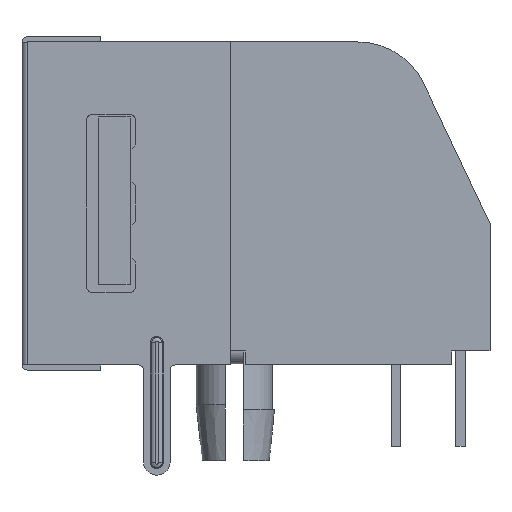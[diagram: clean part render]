
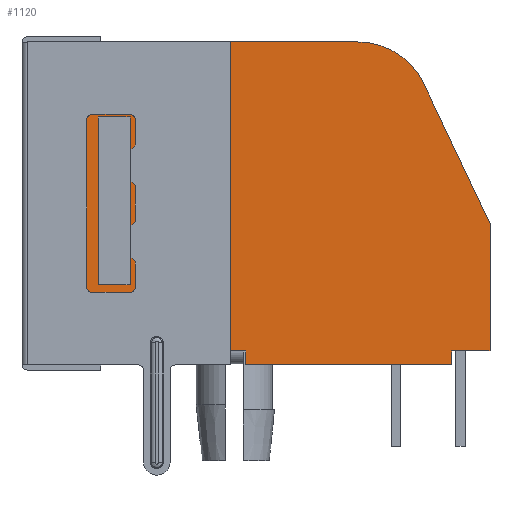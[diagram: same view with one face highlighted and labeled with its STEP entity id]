
A CAD part, front view. The second image highlights one B-rep face of the part: STEP entity #1120.
In plain terms, the highlighted planar face has unit normal (0, -1, 0).
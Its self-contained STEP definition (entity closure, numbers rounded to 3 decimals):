
#1120 = ADVANCED_FACE( '', ( #2610, #2611 ), #2612, .T. );
#2610 = FACE_BOUND( '', #4581, .T. );
#2611 = FACE_OUTER_BOUND( '', #4582, .T. );
#2612 = PLANE( '', #4583 );
#4581 = EDGE_LOOP( '', ( #7747, #7748, #7749, #7750 ) );
#4582 = EDGE_LOOP( '', ( #7751, #7752, #7753, #7754, #7755, #7756, #7757, #7758, #7759, #7760, #7761, #7762 ) );
#4583 = AXIS2_PLACEMENT_3D( '', #7763, #7764, #7765 );
#7747 = ORIENTED_EDGE( '', *, *, #13340, .T. );
#7748 = ORIENTED_EDGE( '', *, *, #13341, .T. );
#7749 = ORIENTED_EDGE( '', *, *, #13342, .T. );
#7750 = ORIENTED_EDGE( '', *, *, #13343, .T. );
#7751 = ORIENTED_EDGE( '', *, *, #13344, .T. );
#7752 = ORIENTED_EDGE( '', *, *, #13345, .T. );
#7753 = ORIENTED_EDGE( '', *, *, #13346, .T. );
#7754 = ORIENTED_EDGE( '', *, *, #13347, .T. );
#7755 = ORIENTED_EDGE( '', *, *, #13348, .T. );
#7756 = ORIENTED_EDGE( '', *, *, #13349, .F. );
#7757 = ORIENTED_EDGE( '', *, *, #13350, .T. );
#7758 = ORIENTED_EDGE( '', *, *, #12997, .T. );
#7759 = ORIENTED_EDGE( '', *, *, #13351, .T. );
#7760 = ORIENTED_EDGE( '', *, *, #13352, .T. );
#7761 = ORIENTED_EDGE( '', *, *, #13353, .T. );
#7762 = ORIENTED_EDGE( '', *, *, #13354, .T. );
#7763 = CARTESIAN_POINT( '', ( 6.5, -7.8, 3.471 ) );
#7764 = DIRECTION( '', ( 0., -1., 0. ) );
#7765 = DIRECTION( '', ( 0., 0., -1. ) );
#12997 = EDGE_CURVE( '', #15864, #15865, #15866, .T. );
#13340 = EDGE_CURVE( '', #16424, #16425, #16426, .T. );
#13341 = EDGE_CURVE( '', #16425, #16427, #16428, .T. );
#13342 = EDGE_CURVE( '', #16427, #16429, #16430, .T. );
#13343 = EDGE_CURVE( '', #16429, #16424, #16431, .T. );
#13344 = EDGE_CURVE( '', #16432, #16433, #16434, .T. );
#13345 = EDGE_CURVE( '', #16433, #16435, #16436, .T. );
#13346 = EDGE_CURVE( '', #16435, #16437, #16438, .T. );
#13347 = EDGE_CURVE( '', #16437, #16439, #16440, .T. );
#13348 = EDGE_CURVE( '', #16439, #16441, #16442, .T. );
#13349 = EDGE_CURVE( '', #16443, #16441, #16444, .T. );
#13350 = EDGE_CURVE( '', #16443, #15864, #16445, .T. );
#13351 = EDGE_CURVE( '', #15865, #16446, #16447, .T. );
#13352 = EDGE_CURVE( '', #16446, #16448, #16449, .T. );
#13353 = EDGE_CURVE( '', #16448, #16450, #16451, .T. );
#13354 = EDGE_CURVE( '', #16450, #16432, #16452, .T. );
#15864 = VERTEX_POINT( '', #19870 );
#15865 = VERTEX_POINT( '', #19871 );
#15866 = LINE( '', #19872, #19873 );
#16424 = VERTEX_POINT( '', #20693 );
#16425 = VERTEX_POINT( '', #20694 );
#16426 = LINE( '', #20695, #20696 );
#16427 = VERTEX_POINT( '', #20697 );
#16428 = LINE( '', #20698, #20699 );
#16429 = VERTEX_POINT( '', #20700 );
#16430 = LINE( '', #20701, #20702 );
#16431 = LINE( '', #20703, #20704 );
#16432 = VERTEX_POINT( '', #20705 );
#16433 = VERTEX_POINT( '', #20706 );
#16434 = LINE( '', #20707, #20708 );
#16435 = VERTEX_POINT( '', #20709 );
#16436 = LINE( '', #20710, #20711 );
#16437 = VERTEX_POINT( '', #20712 );
#16438 = LINE( '', #20713, #20714 );
#16439 = VERTEX_POINT( '', #20715 );
#16440 = LINE( '', #20716, #20717 );
#16441 = VERTEX_POINT( '', #20718 );
#16442 = LINE( '', #20719, #20720 );
#16443 = VERTEX_POINT( '', #20721 );
#16444 = LINE( '', #20722, #20723 );
#16445 = LINE( '', #20724, #20725 );
#16446 = VERTEX_POINT( '', #20726 );
#16447 = LINE( '', #20727, #20728 );
#16448 = VERTEX_POINT( '', #20729 );
#16449 = LINE( '', #20730, #20731 );
#16450 = VERTEX_POINT( '', #20732 );
#16451 = LINE( '', #20733, #20734 );
#16452 = CIRCLE( '', #20735, 2.879 );
#19870 = CARTESIAN_POINT( '', ( 10.2, -7.8, -6.35 ) );
#19871 = CARTESIAN_POINT( '', ( 10.2, -7.8, -5.8 ) );
#19872 = CARTESIAN_POINT( '', ( 10.2, -7.8, -6.35 ) );
#19873 = VECTOR( '', #24297, 1000. );
#20693 = CARTESIAN_POINT( '', ( -3.7, -7.8, -3.2 ) );
#20694 = CARTESIAN_POINT( '', ( -3.7, -7.8, 3.4 ) );
#20695 = CARTESIAN_POINT( '', ( -3.7, -7.8, -3.2 ) );
#20696 = VECTOR( '', #24665, 1000. );
#20697 = CARTESIAN_POINT( '', ( -2.45, -7.8, 3.4 ) );
#20698 = CARTESIAN_POINT( '', ( -3.7, -7.8, 3.4 ) );
#20699 = VECTOR( '', #24666, 1000. );
#20700 = CARTESIAN_POINT( '', ( -2.45, -7.8, -3.2 ) );
#20701 = CARTESIAN_POINT( '', ( -2.45, -7.8, 3.4 ) );
#20702 = VECTOR( '', #24667, 1000. );
#20703 = CARTESIAN_POINT( '', ( -2.45, -7.8, -3.2 ) );
#20704 = VECTOR( '', #24668, 1000. );
#20705 = CARTESIAN_POINT( '', ( 6.5, -7.8, 6.35 ) );
#20706 = CARTESIAN_POINT( '', ( -6.5, -7.8, 6.35 ) );
#20707 = CARTESIAN_POINT( '', ( 6.5, -7.8, 6.35 ) );
#20708 = VECTOR( '', #24669, 1000. );
#20709 = CARTESIAN_POINT( '', ( -6.5, -7.8, -6.35 ) );
#20710 = CARTESIAN_POINT( '', ( -6.5, -7.8, 6.35 ) );
#20711 = VECTOR( '', #24670, 1000. );
#20712 = CARTESIAN_POINT( '', ( -2.7, -7.8, -6.35 ) );
#20713 = CARTESIAN_POINT( '', ( -6.5, -7.8, -6.35 ) );
#20714 = VECTOR( '', #24671, 1000. );
#20715 = CARTESIAN_POINT( '', ( -1.2, -7.8, -5.8 ) );
#20716 = CARTESIAN_POINT( '', ( -2.7, -7.8, -6.35 ) );
#20717 = VECTOR( '', #24672, 1000. );
#20718 = CARTESIAN_POINT( '', ( 2.09, -7.8, -5.8 ) );
#20719 = CARTESIAN_POINT( '', ( -1.2, -7.8, -5.8 ) );
#20720 = VECTOR( '', #24673, 1000. );
#20721 = CARTESIAN_POINT( '', ( 2.09, -7.8, -6.35 ) );
#20722 = CARTESIAN_POINT( '', ( 2.09, -7.8, -6.35 ) );
#20723 = VECTOR( '', #24674, 1000. );
#20724 = CARTESIAN_POINT( '', ( 2.09, -7.8, -6.35 ) );
#20725 = VECTOR( '', #24675, 1000. );
#20726 = CARTESIAN_POINT( '', ( 11.7, -7.8, -5.8 ) );
#20727 = CARTESIAN_POINT( '', ( -1.2, -7.8, -5.8 ) );
#20728 = VECTOR( '', #24676, 1000. );
#20729 = CARTESIAN_POINT( '', ( 11.7, -7.8, -0.8 ) );
#20730 = CARTESIAN_POINT( '', ( 11.7, -7.8, -5.8 ) );
#20731 = VECTOR( '', #24677, 1000. );
#20732 = CARTESIAN_POINT( '', ( 9.104, -7.8, 4.7 ) );
#20733 = CARTESIAN_POINT( '', ( 11.7, -7.8, -0.8 ) );
#20734 = VECTOR( '', #24678, 1000. );
#20735 = AXIS2_PLACEMENT_3D( '', #24679, #24680, #24681 );
#24297 = DIRECTION( '', ( 0., 0., 1. ) );
#24665 = DIRECTION( '', ( 0., 0., 1. ) );
#24666 = DIRECTION( '', ( 1., 0., 0. ) );
#24667 = DIRECTION( '', ( 0., 0., -1. ) );
#24668 = DIRECTION( '', ( -1., 0., 0. ) );
#24669 = DIRECTION( '', ( -1., 0., 0. ) );
#24670 = DIRECTION( '', ( 0., 0., -1. ) );
#24671 = DIRECTION( '', ( 1., 0., 0. ) );
#24672 = DIRECTION( '', ( 0.939, 0., 0.344 ) );
#24673 = DIRECTION( '', ( 1., 0., 0. ) );
#24674 = DIRECTION( '', ( 0., 0., 1. ) );
#24675 = DIRECTION( '', ( 1., 0., 0. ) );
#24676 = DIRECTION( '', ( 1., 0., 0. ) );
#24677 = DIRECTION( '', ( 0., 0., 1. ) );
#24678 = DIRECTION( '', ( -0.427, 0., 0.904 ) );
#24679 = CARTESIAN_POINT( '', ( 6.5, -7.8, 3.471 ) );
#24680 = DIRECTION( '', ( 0., -1., 0. ) );
#24681 = DIRECTION( '', ( 1., 0., 0. ) );
